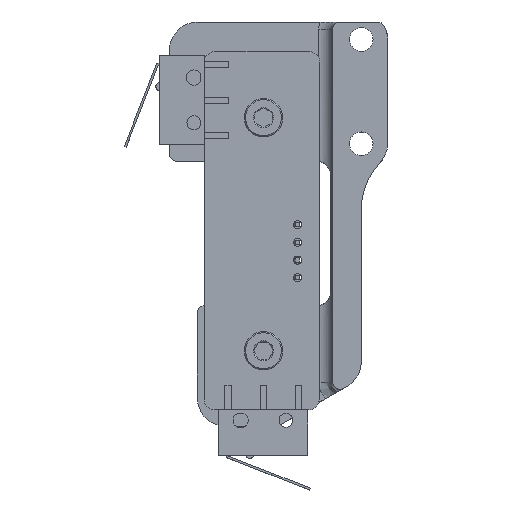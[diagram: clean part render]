
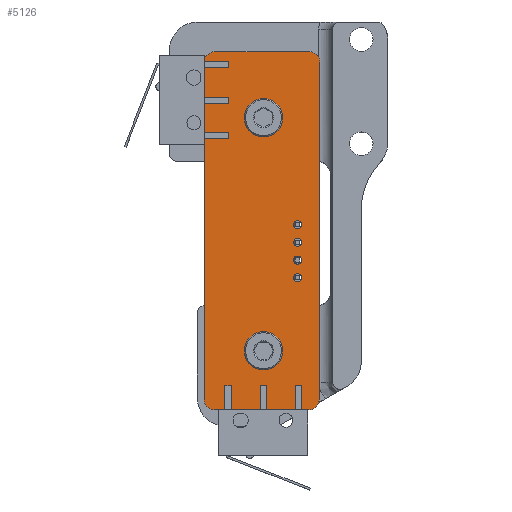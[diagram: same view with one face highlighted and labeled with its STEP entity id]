
A CAD part, top view. The second image highlights one B-rep face of the part: STEP entity #5126.
In plain terms, the highlighted planar face has unit normal (0, 0, 1).
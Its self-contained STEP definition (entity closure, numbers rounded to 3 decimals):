
#166=FACE_BOUND('',#860,.T.);
#167=FACE_BOUND('',#861,.T.);
#168=FACE_BOUND('',#862,.T.);
#169=FACE_BOUND('',#863,.T.);
#170=FACE_BOUND('',#864,.T.);
#171=FACE_BOUND('',#865,.T.);
#270=CIRCLE('',#5503,1.5);
#272=CIRCLE('',#5506,1.5);
#281=CIRCLE('',#5517,1.5);
#282=CIRCLE('',#5518,1.5);
#283=CIRCLE('',#5519,2.15);
#284=CIRCLE('',#5520,0.584);
#285=CIRCLE('',#5521,0.584);
#286=CIRCLE('',#5522,0.584);
#287=CIRCLE('',#5523,0.584);
#288=CIRCLE('',#5524,2.15);
#552=FACE_OUTER_BOUND('',#859,.T.);
#859=EDGE_LOOP('',(#4234,#4235,#4236,#4237,#4238,#4239,#4240,#4241));
#860=EDGE_LOOP('',(#4242));
#861=EDGE_LOOP('',(#4243));
#862=EDGE_LOOP('',(#4244));
#863=EDGE_LOOP('',(#4245));
#864=EDGE_LOOP('',(#4246));
#865=EDGE_LOOP('',(#4247));
#1419=LINE('',#8117,#1977);
#1425=LINE('',#8154,#1983);
#1426=LINE('',#8158,#1984);
#1427=LINE('',#8161,#1985);
#1977=VECTOR('',#6590,1.);
#1983=VECTOR('',#6628,1.);
#1984=VECTOR('',#6631,1.);
#1985=VECTOR('',#6634,1.);
#2400=VERTEX_POINT('',#8111);
#2402=VERTEX_POINT('',#8115);
#2404=VERTEX_POINT('',#8120);
#2406=VERTEX_POINT('',#8127);
#2417=VERTEX_POINT('',#8153);
#2418=VERTEX_POINT('',#8155);
#2419=VERTEX_POINT('',#8157);
#2420=VERTEX_POINT('',#8159);
#2421=VERTEX_POINT('',#8162);
#2422=VERTEX_POINT('',#8164);
#2423=VERTEX_POINT('',#8166);
#2424=VERTEX_POINT('',#8168);
#2425=VERTEX_POINT('',#8170);
#2426=VERTEX_POINT('',#8172);
#3026=EDGE_CURVE('',#2400,#2402,#1419,.T.);
#3029=EDGE_CURVE('',#2404,#2400,#270,.T.);
#3032=EDGE_CURVE('',#2402,#2406,#272,.T.);
#3044=EDGE_CURVE('',#2406,#2417,#1425,.T.);
#3045=EDGE_CURVE('',#2417,#2418,#281,.T.);
#3046=EDGE_CURVE('',#2418,#2419,#1426,.T.);
#3047=EDGE_CURVE('',#2419,#2420,#282,.T.);
#3048=EDGE_CURVE('',#2420,#2404,#1427,.T.);
#3049=EDGE_CURVE('',#2421,#2421,#283,.T.);
#3050=EDGE_CURVE('',#2422,#2422,#284,.T.);
#3051=EDGE_CURVE('',#2423,#2423,#285,.T.);
#3052=EDGE_CURVE('',#2424,#2424,#286,.T.);
#3053=EDGE_CURVE('',#2425,#2425,#287,.T.);
#3054=EDGE_CURVE('',#2426,#2426,#288,.T.);
#4234=ORIENTED_EDGE('',*,*,#3026,.T.);
#4235=ORIENTED_EDGE('',*,*,#3032,.T.);
#4236=ORIENTED_EDGE('',*,*,#3044,.T.);
#4237=ORIENTED_EDGE('',*,*,#3045,.T.);
#4238=ORIENTED_EDGE('',*,*,#3046,.T.);
#4239=ORIENTED_EDGE('',*,*,#3047,.T.);
#4240=ORIENTED_EDGE('',*,*,#3048,.T.);
#4241=ORIENTED_EDGE('',*,*,#3029,.T.);
#4242=ORIENTED_EDGE('',*,*,#3049,.F.);
#4243=ORIENTED_EDGE('',*,*,#3050,.F.);
#4244=ORIENTED_EDGE('',*,*,#3051,.F.);
#4245=ORIENTED_EDGE('',*,*,#3052,.F.);
#4246=ORIENTED_EDGE('',*,*,#3053,.F.);
#4247=ORIENTED_EDGE('',*,*,#3054,.F.);
#4911=PLANE('',#5516);
#5126=ADVANCED_FACE('',(#552,#166,#167,#168,#169,#170,#171),#4911,.T.);
#5503=AXIS2_PLACEMENT_3D('',#8123,#6596,#6597);
#5506=AXIS2_PLACEMENT_3D('',#8129,#6603,#6604);
#5516=AXIS2_PLACEMENT_3D('',#8152,#6626,#6627);
#5517=AXIS2_PLACEMENT_3D('',#8156,#6629,#6630);
#5518=AXIS2_PLACEMENT_3D('',#8160,#6632,#6633);
#5519=AXIS2_PLACEMENT_3D('',#8163,#6635,#6636);
#5520=AXIS2_PLACEMENT_3D('',#8165,#6637,#6638);
#5521=AXIS2_PLACEMENT_3D('',#8167,#6639,#6640);
#5522=AXIS2_PLACEMENT_3D('',#8169,#6641,#6642);
#5523=AXIS2_PLACEMENT_3D('',#8171,#6643,#6644);
#5524=AXIS2_PLACEMENT_3D('',#8173,#6645,#6646);
#6590=DIRECTION('',(0.,-1.,0.));
#6596=DIRECTION('center_axis',(0.,0.,1.));
#6597=DIRECTION('ref_axis',(1.,0.,0.));
#6603=DIRECTION('center_axis',(0.,0.,1.));
#6604=DIRECTION('ref_axis',(1.,0.,0.));
#6626=DIRECTION('center_axis',(0.,0.,1.));
#6627=DIRECTION('ref_axis',(1.,0.,0.));
#6628=DIRECTION('',(1.,-0.002,0.));
#6629=DIRECTION('center_axis',(0.,0.,1.));
#6630=DIRECTION('ref_axis',(1.,0.,0.));
#6631=DIRECTION('',(0.,1.,0.));
#6632=DIRECTION('center_axis',(0.,0.,1.));
#6633=DIRECTION('ref_axis',(1.,0.,0.));
#6634=DIRECTION('',(-1.,0.,0.));
#6635=DIRECTION('center_axis',(0.,0.,1.));
#6636=DIRECTION('ref_axis',(1.,0.,0.));
#6637=DIRECTION('center_axis',(0.,0.,1.));
#6638=DIRECTION('ref_axis',(1.,0.,0.));
#6639=DIRECTION('center_axis',(0.,0.,1.));
#6640=DIRECTION('ref_axis',(1.,0.,0.));
#6641=DIRECTION('center_axis',(0.,0.,1.));
#6642=DIRECTION('ref_axis',(1.,0.,0.));
#6643=DIRECTION('center_axis',(0.,0.,1.));
#6644=DIRECTION('ref_axis',(1.,0.,0.));
#6645=DIRECTION('center_axis',(0.,0.,1.));
#6646=DIRECTION('ref_axis',(1.,0.,0.));
#8111=CARTESIAN_POINT('',(1.13,50.3,1.6));
#8115=CARTESIAN_POINT('',(1.13,36.8,1.6));
#8117=CARTESIAN_POINT('',(1.13,50.3,1.6));
#8120=CARTESIAN_POINT('',(2.63,51.8,1.6));
#8123=CARTESIAN_POINT('Origin',(2.63,50.3,1.6));
#8127=CARTESIAN_POINT('',(2.63,35.3,1.6));
#8129=CARTESIAN_POINT('Origin',(2.63,36.8,1.6));
#8152=CARTESIAN_POINT('Origin',(26.899,43.525,1.6));
#8153=CARTESIAN_POINT('',(51.13,35.2,1.6));
#8154=CARTESIAN_POINT('',(2.63,35.3,1.6));
#8155=CARTESIAN_POINT('',(52.63,36.7,1.6));
#8156=CARTESIAN_POINT('Origin',(51.13,36.7,1.6));
#8157=CARTESIAN_POINT('',(52.63,50.3,1.6));
#8158=CARTESIAN_POINT('',(52.63,36.7,1.6));
#8159=CARTESIAN_POINT('',(51.13,51.8,1.6));
#8160=CARTESIAN_POINT('Origin',(51.13,50.3,1.6));
#8161=CARTESIAN_POINT('',(51.13,51.8,1.6));
#8162=CARTESIAN_POINT('',(7.48,43.3,1.6));
#8163=CARTESIAN_POINT('Origin',(9.63,43.3,1.6));
#8164=CARTESIAN_POINT('',(27.166,38.4,1.6));
#8165=CARTESIAN_POINT('Origin',(27.75,38.4,1.6));
#8166=CARTESIAN_POINT('',(24.626,38.4,1.6));
#8167=CARTESIAN_POINT('Origin',(25.21,38.4,1.6));
#8168=CARTESIAN_POINT('',(22.086,38.4,1.6));
#8169=CARTESIAN_POINT('Origin',(22.67,38.4,1.6));
#8170=CARTESIAN_POINT('',(19.546,38.4,1.6));
#8171=CARTESIAN_POINT('Origin',(20.13,38.4,1.6));
#8172=CARTESIAN_POINT('',(40.98,43.3,1.6));
#8173=CARTESIAN_POINT('Origin',(43.13,43.3,1.6));
